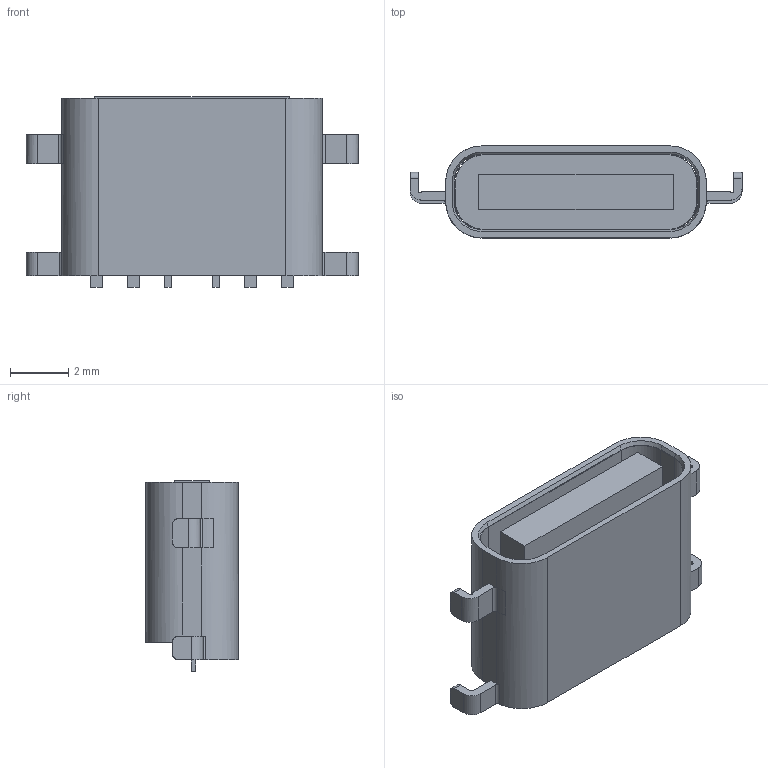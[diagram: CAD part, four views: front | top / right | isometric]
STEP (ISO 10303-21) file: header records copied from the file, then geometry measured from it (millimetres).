
FILE_DESCRIPTION (( 'STEP AP214' ), '1' );
FILE_NAME ('TYPE-C-6P-³Á°å.STEP', '2020-04-27T08:34:53', ( '' ), ( '' ), 'SwSTEP 2.0', 'SolidWorks 2017', '' );
FILE_SCHEMA (( 'AUTOMOTIVE_DESIGN' ));
Length unit declared in the file: millimetre
Products named in the file (1): TYPE-C-6P-麥啣
Bounding box: 11.4 x 3.16 x 6.55 mm (x, y, z)
Volume: 102.8 mm3; surface area: 385.4 mm2
Topology: 1 solids, 1 shells, 134 faces, 410 edges, 277 vertices
Faces by surface type: plane 83, cylinder 47, cone 4
Entity records: 5080 total; most frequent: CARTESIAN_POINT 1380, ORIENTED_EDGE 820, DIRECTION 626, EDGE_CURVE 410, LINE 286, VECTOR 286, VERTEX_POINT 277, AXIS2_PLACEMENT_3D 170
